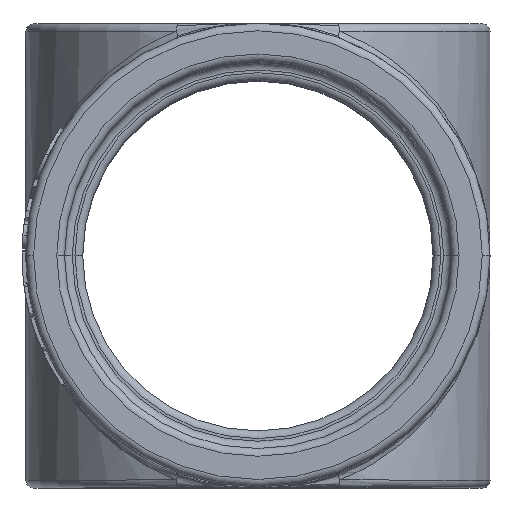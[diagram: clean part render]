
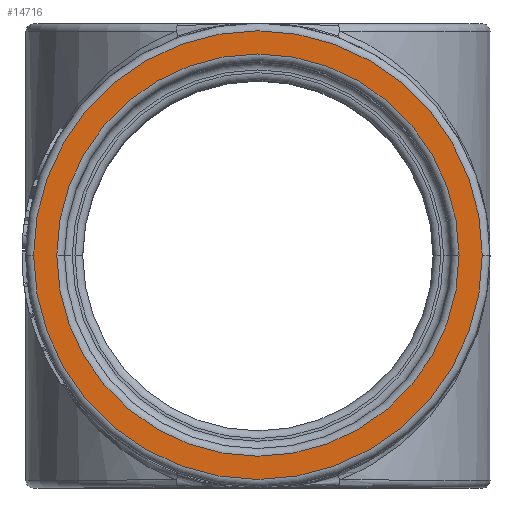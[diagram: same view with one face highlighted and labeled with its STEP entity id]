
A CAD part, top view. The second image highlights one B-rep face of the part: STEP entity #14716.
In plain terms, the highlighted planar face has unit normal (0, 0, 1).
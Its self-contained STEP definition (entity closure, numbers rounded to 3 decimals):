
#667 = CARTESIAN_POINT ( 'NONE',  ( 0., 0., 65. ) ) ;
#1414 = EDGE_CURVE ( 'NONE', #13787, #5357, #9423, .T. ) ;
#1460 = VERTEX_POINT ( 'NONE', #14264 ) ;
#1950 = DIRECTION ( 'NONE',  ( 1., 0., 0. ) ) ;
#2578 = EDGE_CURVE ( 'NONE', #6221, #1460, #12273, .T. ) ;
#3706 = AXIS2_PLACEMENT_3D ( 'NONE', #5434, #14059, #6687 ) ;
#4612 = CARTESIAN_POINT ( 'NONE',  ( 0., 0., 65. ) ) ;
#4989 = EDGE_LOOP ( 'NONE', ( #16107, #11358 ) ) ;
#5357 = VERTEX_POINT ( 'NONE', #13280 ) ;
#5411 = EDGE_LOOP ( 'NONE', ( #14505, #9915 ) ) ;
#5434 = CARTESIAN_POINT ( 'NONE',  ( 0., 0., 65. ) ) ;
#5787 = DIRECTION ( 'NONE',  ( 0., 0., -1. ) ) ;
#6057 = DIRECTION ( 'NONE',  ( 1., 0., 0. ) ) ;
#6221 = VERTEX_POINT ( 'NONE', #9230 ) ;
#6687 = DIRECTION ( 'NONE',  ( 1., 0., 0. ) ) ;
#6850 = CARTESIAN_POINT ( 'NONE',  ( 0., 0., 65. ) ) ;
#8101 = DIRECTION ( 'NONE',  ( 1., 0., 0. ) ) ;
#9230 = CARTESIAN_POINT ( 'NONE',  ( 26., 0., 65. ) ) ;
#9412 = CARTESIAN_POINT ( 'NONE',  ( 29., 0., 65. ) ) ;
#9413 = DIRECTION ( 'NONE',  ( 0., 0., -1. ) ) ;
#9423 = CIRCLE ( 'NONE', #13793, 29. ) ;
#9583 = AXIS2_PLACEMENT_3D ( 'NONE', #667, #9413, #1950 ) ;
#9751 = PLANE ( 'NONE',  #12830 ) ;
#9861 = AXIS2_PLACEMENT_3D ( 'NONE', #13169, #5787, #14406 ) ;
#9915 = ORIENTED_EDGE ( 'NONE', *, *, #10827, .T. ) ;
#10473 = FACE_OUTER_BOUND ( 'NONE', #5411, .T. ) ;
#10827 = EDGE_CURVE ( 'NONE', #5357, #13787, #13063, .T. ) ;
#11358 = ORIENTED_EDGE ( 'NONE', *, *, #14345, .T. ) ;
#12273 = CIRCLE ( 'NONE', #9583, 26. ) ;
#12386 = CIRCLE ( 'NONE', #9861, 26. ) ;
#12830 = AXIS2_PLACEMENT_3D ( 'NONE', #4612, #13420, #6057 ) ;
#13063 = CIRCLE ( 'NONE', #3706, 29. ) ;
#13169 = CARTESIAN_POINT ( 'NONE',  ( 0., 0., 65. ) ) ;
#13280 = CARTESIAN_POINT ( 'NONE',  ( -29., 0., 65. ) ) ;
#13420 = DIRECTION ( 'NONE',  ( 0., 0., 1. ) ) ;
#13728 = FACE_BOUND ( 'NONE', #4989, .T. ) ;
#13787 = VERTEX_POINT ( 'NONE', #9412 ) ;
#13793 = AXIS2_PLACEMENT_3D ( 'NONE', #6850, #15505, #8101 ) ;
#14059 = DIRECTION ( 'NONE',  ( 0., 0., 1. ) ) ;
#14264 = CARTESIAN_POINT ( 'NONE',  ( -26., 0., 65. ) ) ;
#14345 = EDGE_CURVE ( 'NONE', #1460, #6221, #12386, .T. ) ;
#14406 = DIRECTION ( 'NONE',  ( 1., 0., 0. ) ) ;
#14505 = ORIENTED_EDGE ( 'NONE', *, *, #1414, .T. ) ;
#14716 = ADVANCED_FACE ( 'NONE', ( #13728, #10473 ), #9751, .T. ) ;
#15505 = DIRECTION ( 'NONE',  ( 0., 0., 1. ) ) ;
#16107 = ORIENTED_EDGE ( 'NONE', *, *, #2578, .T. ) ;
